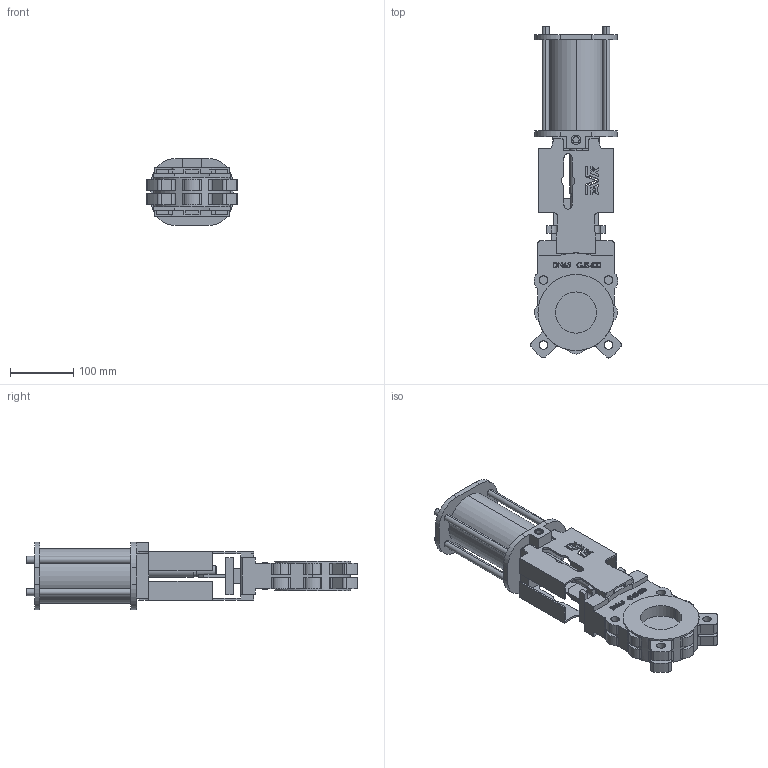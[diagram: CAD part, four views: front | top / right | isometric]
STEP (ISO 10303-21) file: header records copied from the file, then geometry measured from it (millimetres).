
FILE_DESCRIPTION (( 'STEP AP203' ), '1' );
FILE_NAME ('70206540034.STEP', '2017-03-20T08:09:47', ( '' ), ( '' ), 'SwSTEP 2.0', 'SolidWorks 2016', '' );
FILE_SCHEMA (( 'CONFIG_CONTROL_DESIGN' ));
Length unit declared in the file: millimetre
Products named in the file (1): 70206540034
Bounding box: 143.33 x 523.66 x 106 mm (x, y, z)
Volume: 2272608.2 mm3; surface area: 311181.7 mm2
Topology: 1 solids, 1 shells, 834 faces, 2343 edges, 1559 vertices
Faces by surface type: plane 399, cylinder 289, bspline 142, cone 4
Entity records: 35630 total; most frequent: CARTESIAN_POINT 14261, ORIENTED_EDGE 4686, DIRECTION 4059, EDGE_CURVE 2343, VERTEX_POINT 1559, LINE 1441, VECTOR 1441, AXIS2_PLACEMENT_3D 1309
